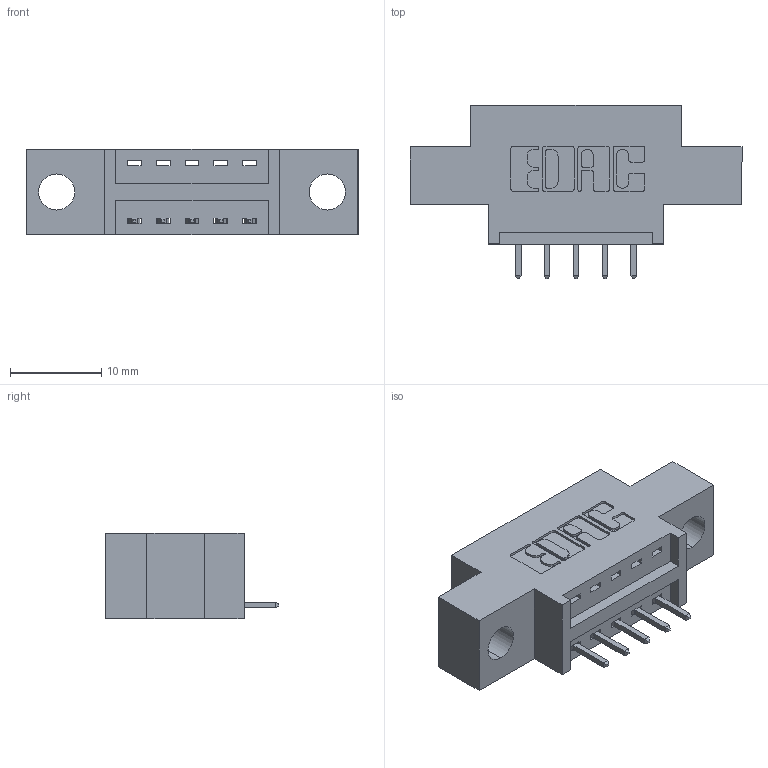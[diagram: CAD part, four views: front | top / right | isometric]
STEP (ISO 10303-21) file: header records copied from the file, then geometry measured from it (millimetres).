
FILE_DESCRIPTION (( 'STEP AP203' ), '1' );
FILE_NAME ('396-005-521-604.STEP', '2022-05-17T08:17:48', ( '' ), ( '' ), 'SwSTEP 2.0', 'SolidWorks 2020', '' );
FILE_SCHEMA (( 'CONFIG_CONTROL_DESIGN' ));
Length unit declared in the file: inch
Products named in the file (3): 396-005-521-604; 346 Part_0.170 Offset - 0.156 Dia-TH; 345-292-001_345-293-121
Assembly tree (6 placements, depth 2):
  396-005-521-604
    346 Part_0.170 Offset - 0.156 Dia-TH
    345-292-001_345-293-121  x5
Bounding box: 36.45 x 19.05 x 9.4 mm (x, y, z)
Volume: 2959.3 mm3; surface area: 3240.4 mm2
Topology: 6 solids, 6 shells, 430 faces, 1257 edges, 830 vertices
Faces by surface type: plane 294, cylinder 136
Entity records: 8653 total; most frequent: CARTESIAN_POINT 1505, ORIENTED_EDGE 1442, DIRECTION 1371, EDGE_CURVE 721, LINE 569, VECTOR 569, VERTEX_POINT 478, AXIS2_PLACEMENT_3D 401
